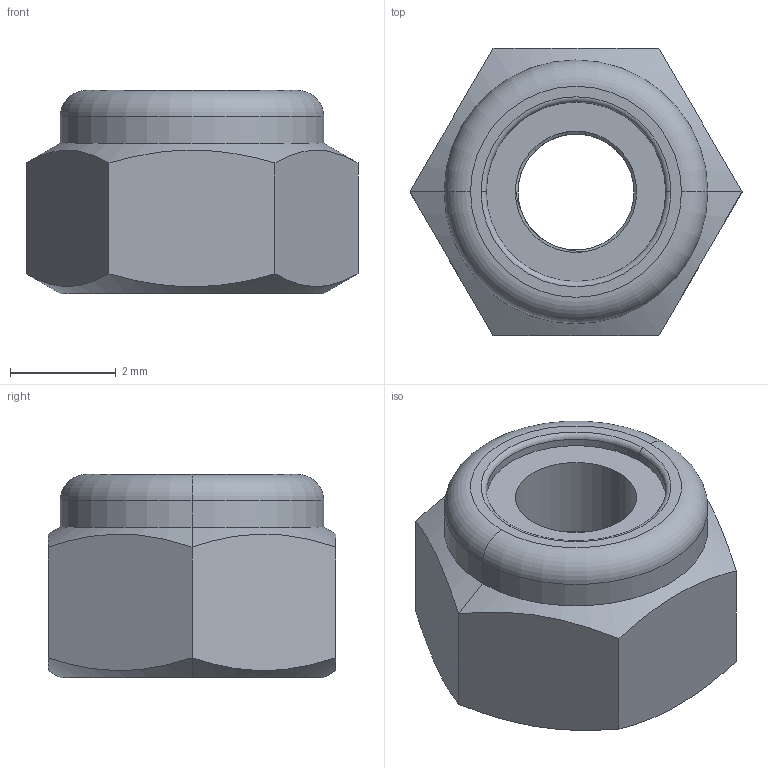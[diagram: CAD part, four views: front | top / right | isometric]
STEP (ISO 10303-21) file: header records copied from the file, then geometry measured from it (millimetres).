
FILE_DESCRIPTION (( 'STEP AP214' ), '1' );
FILE_NAME ('Lock nut M3.STEP', '2021-06-04T11:05:35', ( '' ), ( '' ), 'SwSTEP 2.0', 'SolidWorks 2016', '' );
FILE_SCHEMA (( 'AUTOMOTIVE_DESIGN' ));
Length unit declared in the file: millimetre
Products named in the file (2): Lock nut M3
Bounding box: 6.29 x 5.45 x 3.85 mm (x, y, z)
Volume: 72.2 mm3; surface area: 202.4 mm2
Topology: 2 solids, 2 shells, 40 faces, 92 edges, 58 vertices
Faces by surface type: cylinder 18, plane 12, cone 4, torus 4, bspline 2
Entity records: 1977 total; most frequent: CARTESIAN_POINT 1000, ORIENTED_EDGE 184, DIRECTION 171, EDGE_CURVE 92, AXIS2_PLACEMENT_3D 72, VERTEX_POINT 58, EDGE_LOOP 46, FACE_OUTER_BOUND 40
